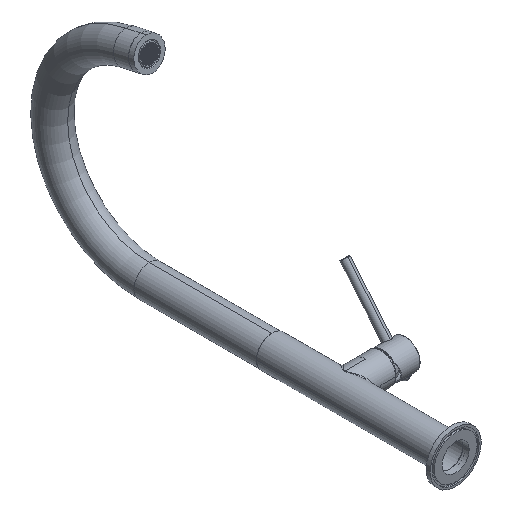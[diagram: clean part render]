
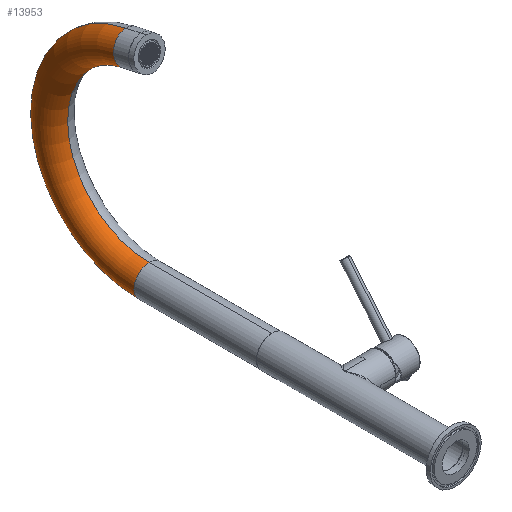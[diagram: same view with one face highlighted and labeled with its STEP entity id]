
A CAD part, isometric view. The second image highlights one B-rep face of the part: STEP entity #13953.
In plain terms, the highlighted toroidal (fillet/blend) face has major radius 95 mm and minor radius 15 mm.
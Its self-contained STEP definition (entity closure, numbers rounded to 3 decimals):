
#13693=CARTESIAN_POINT('',(0.,297.2,0.));
#13694=DIRECTION('',(0.,1.,0.));
#13695=DIRECTION('',(0.,0.,-1.));
#13696=AXIS2_PLACEMENT_3D('',#13693,#13694,#13695);
#13698=CARTESIAN_POINT('',(0.,297.2,95.));
#13699=DIRECTION('',(1.,0.,0.));
#13700=DIRECTION('',(0.,0.,-1.));
#13701=AXIS2_PLACEMENT_3D('',#13698,#13699,#13700);
#13708=CARTESIAN_POINT('',(0.,297.2,95.));
#13709=DIRECTION('',(1.,0.,0.));
#13710=DIRECTION('',(0.,0.,-1.));
#13711=AXIS2_PLACEMENT_3D('',#13708,#13709,#13710);
#13722=CARTESIAN_POINT('',(0.,316.952,187.924));
#13723=DIRECTION('',(0.,-0.978,0.208));
#13724=DIRECTION('',(0.,0.208,0.978));
#13725=AXIS2_PLACEMENT_3D('',#13722,#13723,#13724);
#13782=CARTESIAN_POINT('',(0.,297.2,15.));
#13783=CARTESIAN_POINT('',(0.,297.2,-15.));
#13784=VERTEX_POINT('',#13782);
#13785=VERTEX_POINT('',#13783);
#13790=CARTESIAN_POINT('',(0.,313.833,173.252));
#13791=CARTESIAN_POINT('',(0.,320.07,202.596));
#13792=VERTEX_POINT('',#13790);
#13793=VERTEX_POINT('',#13791);
#13939=CARTESIAN_POINT('',(0.,297.2,95.));
#13940=DIRECTION('',(1.,0.,0.));
#13941=DIRECTION('',(0.,0.,1.));
#13942=AXIS2_PLACEMENT_3D('',#13939,#13940,#13941);
#13943=TOROIDAL_SURFACE('',#13942,95.,15.);
#13944=ORIENTED_EDGE('',*,*,#13926,.F.);
#13946=ORIENTED_EDGE('',*,*,#13945,.T.);
#13948=ORIENTED_EDGE('',*,*,#13947,.T.);
#13950=ORIENTED_EDGE('',*,*,#13949,.F.);
#13951=EDGE_LOOP('',(#13944,#13946,#13948,#13950));
#13952=FACE_OUTER_BOUND('',#13951,.F.);
#13953=ADVANCED_FACE('',(#13952),#13943,.T.);
#13697=CIRCLE('',#13696,15.);
#13702=CIRCLE('',#13701,110.);
#13712=CIRCLE('',#13711,80.);
#13726=CIRCLE('',#13725,15.);
#13926=EDGE_CURVE('',#13785,#13784,#13697,.T.);
#13945=EDGE_CURVE('',#13785,#13793,#13702,.T.);
#13947=EDGE_CURVE('',#13793,#13792,#13726,.T.);
#13949=EDGE_CURVE('',#13784,#13792,#13712,.T.);
